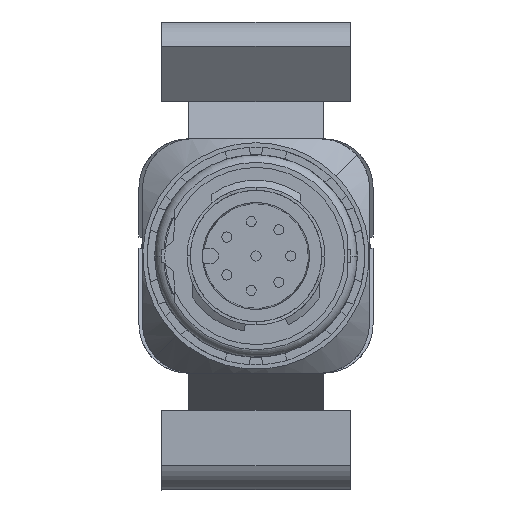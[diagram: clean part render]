
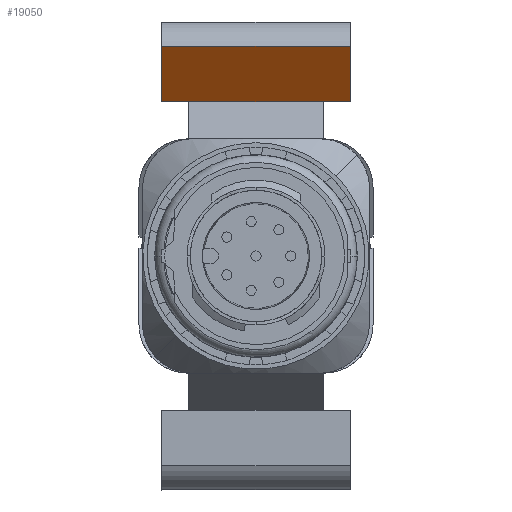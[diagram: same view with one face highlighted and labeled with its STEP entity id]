
A CAD part, left-side view. The second image highlights one B-rep face of the part: STEP entity #19050.
In plain terms, the highlighted planar face has unit normal (-0.326, 0, -0.946).
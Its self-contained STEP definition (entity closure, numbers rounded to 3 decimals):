
#4600=CARTESIAN_POINT('',(120.793,-7.447,
12.178));
#4610=VERTEX_POINT('',#4600);
#4640=CARTESIAN_POINT('',(131.814,-7.447,8.383)
);
#4650=DIRECTION('',(-0.946,0.,
0.326));
#4660=VECTOR('',#4650,1.);
#4670=LINE('',#4640,#4660);
#4680=CARTESIAN_POINT('',(108.021,-7.447,
16.576));
#4690=VERTEX_POINT('',#4680);
#4700=EDGE_CURVE('',#4610,#4690,#4670,.T.);
#9830=CARTESIAN_POINT('',(120.793,7.447,
12.178));
#9840=VERTEX_POINT('',#9830);
#9870=CARTESIAN_POINT('',(120.793,-57.551,
12.178));
#9880=DIRECTION('',(0.,1.,0.));
#9890=VECTOR('',#9880,1.);
#9900=LINE('',#9870,#9890);
#9910=EDGE_CURVE('',#4610,#9840,#9900,.T.);
#18200=CARTESIAN_POINT('',(108.021,0.607,
16.576));
#18210=DIRECTION('',(0.,1.,0.));
#18220=VECTOR('',#18210,1.);
#18230=LINE('',#18200,#18220);
#18240=CARTESIAN_POINT('',(108.021,7.447,
16.576));
#18250=VERTEX_POINT('',#18240);
#18260=EDGE_CURVE('',#4690,#18250,#18230,.T.);
#18890=CARTESIAN_POINT('',(101.41,7.447,
18.852));
#18900=DIRECTION('',(0.326,0.,
0.946));
#18910=DIRECTION('',(-0.946,0.,
0.326));
#18920=AXIS2_PLACEMENT_3D('',#18890,#18900,#18910);
#18930=PLANE('',#18920);
#18940=CARTESIAN_POINT('',(131.814,7.447,8.383)
);
#18950=DIRECTION('',(-0.946,0.,
0.326));
#18960=VECTOR('',#18950,1.);
#18970=LINE('',#18940,#18960);
#18980=EDGE_CURVE('',#9840,#18250,#18970,.T.);
#18990=ORIENTED_EDGE('',*,*,#18980,.F.);
#19000=ORIENTED_EDGE('',*,*,#18260,.T.);
#19010=ORIENTED_EDGE('',*,*,#4700,.T.);
#19020=ORIENTED_EDGE('',*,*,#9910,.F.);
#19030=EDGE_LOOP('',(#19020,#19010,#19000,#18990));
#19040=FACE_OUTER_BOUND('',#19030,.T.);
#19050=ADVANCED_FACE('',(#19040),#18930,.F.);
